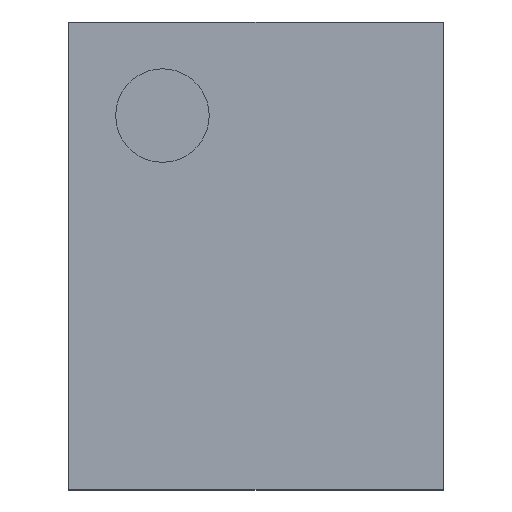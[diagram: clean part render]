
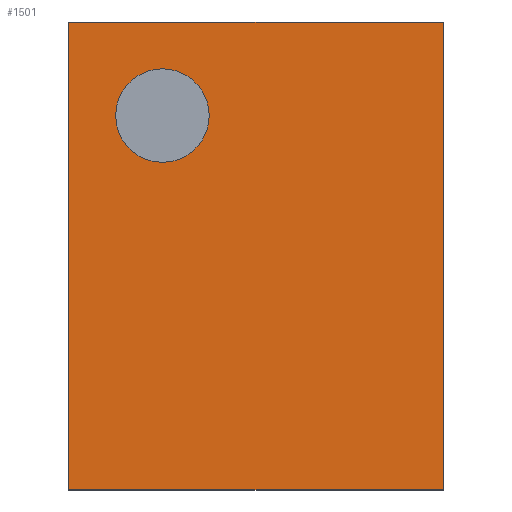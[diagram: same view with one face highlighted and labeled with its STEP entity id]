
A CAD part, top view. The second image highlights one B-rep face of the part: STEP entity #1501.
In plain terms, the highlighted planar face has unit normal (0, 0, 1).
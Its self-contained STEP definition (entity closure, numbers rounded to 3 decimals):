
#779=CARTESIAN_POINT('',(-0.25,0.75,0.9));
#780=VERTEX_POINT('',#779);
#789=CARTESIAN_POINT('',(-0.75,0.75,0.9));
#790=VERTEX_POINT('',#789);
#791=CARTESIAN_POINT('',(-0.5,0.75,0.9));
#792=DIRECTION('',(0.0,0.0,-1.0));
#793=DIRECTION('',(1.0,0.0,0.0));
#794=AXIS2_PLACEMENT_3D('',#791,#792,#793);
#795=CIRCLE('',#794,0.25);
#796=EDGE_CURVE('',#790,#780,#795,.T.);
#1308=CARTESIAN_POINT('',(1.0,1.25,0.9));
#1309=VERTEX_POINT('',#1308);
#1316=CARTESIAN_POINT('',(1.0,-1.25,0.9));
#1317=VERTEX_POINT('',#1316);
#1318=CARTESIAN_POINT('',(1.0,1.25,0.9));
#1319=DIRECTION('',(0.0,-1.0,0.0));
#1320=VECTOR('',#1319,2.5);
#1321=LINE('',#1318,#1320);
#1322=EDGE_CURVE('',#1309,#1317,#1321,.T.);
#1364=CARTESIAN_POINT('',(-0.5,0.75,0.9));
#1365=DIRECTION('',(0.0,0.0,-1.0));
#1366=DIRECTION('',(1.0,0.0,0.0));
#1367=AXIS2_PLACEMENT_3D('',#1364,#1365,#1366);
#1368=CIRCLE('',#1367,0.25);
#1369=EDGE_CURVE('',#780,#790,#1368,.T.);
#1389=CARTESIAN_POINT('',(-1.0,-1.25,0.9));
#1390=VERTEX_POINT('',#1389);
#1391=CARTESIAN_POINT('',(1.0,-1.25,0.9));
#1392=DIRECTION('',(-1.0,0.0,0.0));
#1393=VECTOR('',#1392,2.0);
#1394=LINE('',#1391,#1393);
#1395=EDGE_CURVE('',#1317,#1390,#1394,.T.);
#1428=CARTESIAN_POINT('',(-1.0,1.25,0.9));
#1429=VERTEX_POINT('',#1428);
#1430=CARTESIAN_POINT('',(-1.0,-1.25,0.9));
#1431=DIRECTION('',(0.0,1.0,0.0));
#1432=VECTOR('',#1431,2.5);
#1433=LINE('',#1430,#1432);
#1434=EDGE_CURVE('',#1390,#1429,#1433,.T.);
#1469=CARTESIAN_POINT('',(-1.0,1.25,0.9));
#1470=DIRECTION('',(1.0,0.0,0.0));
#1471=VECTOR('',#1470,2.0);
#1472=LINE('',#1469,#1471);
#1473=EDGE_CURVE('',#1429,#1309,#1472,.T.);
#1486=CARTESIAN_POINT('',(0.,0.,0.9));
#1487=DIRECTION('',(0.0,0.0,1.0));
#1488=DIRECTION('',(0.0,-1.0,0.0));
#1489=AXIS2_PLACEMENT_3D('',#1486,#1487,#1488);
#1490=PLANE('',#1489);
#1491=ORIENTED_EDGE('',*,*,#1395,.F.);
#1492=ORIENTED_EDGE('',*,*,#1322,.F.);
#1493=ORIENTED_EDGE('',*,*,#1473,.F.);
#1494=ORIENTED_EDGE('',*,*,#1434,.F.);
#1495=EDGE_LOOP('',(#1491,#1492,#1493,#1494));
#1496=FACE_OUTER_BOUND('',#1495,.T.);
#1497=ORIENTED_EDGE('',*,*,#1369,.T.);
#1498=ORIENTED_EDGE('',*,*,#796,.T.);
#1499=EDGE_LOOP('',(#1497,#1498));
#1500=FACE_BOUND('',#1499,.T.);
#1501=ADVANCED_FACE('',(#1496,#1500),#1490,.T.);
